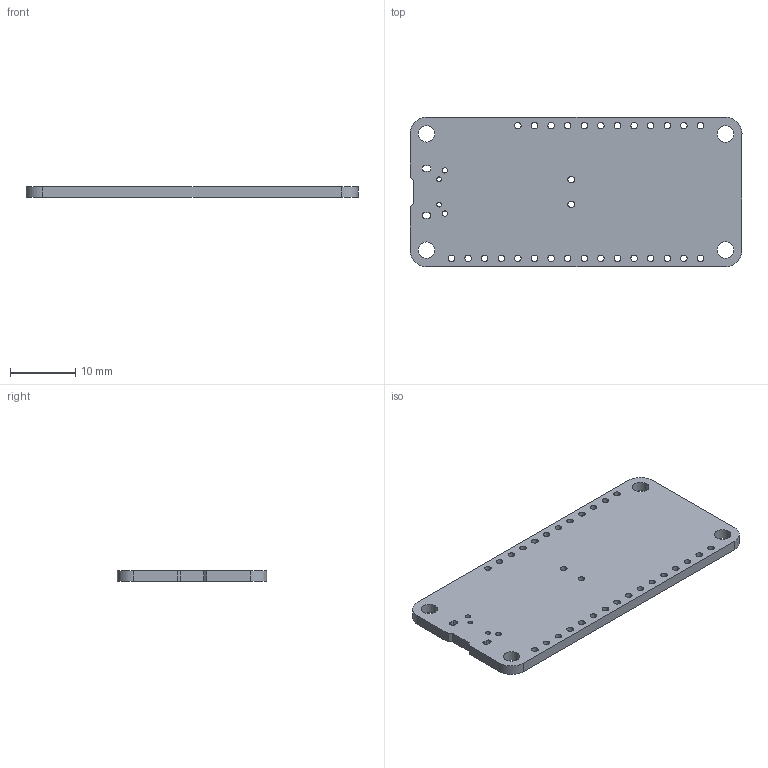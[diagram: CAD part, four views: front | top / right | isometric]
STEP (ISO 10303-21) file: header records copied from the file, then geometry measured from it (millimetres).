
FILE_DESCRIPTION(('KiCad electronic assembly'),'2;1');
FILE_NAME('Adafruit nRF52840 Bluefruit Feather Express Rev D.step', '2022-11-08T10:36:03',('Pcbnew'),('Kicad'), 'Open CASCADE STEP processor 7.6','KiCad to STEP converter','Unknown' );
FILE_SCHEMA(('AUTOMOTIVE_DESIGN { 1 0 10303 214 1 1 1 1 }'));
Length unit declared in the file: millimetre
Products named in the file (2): Adafruit nRF52840 Bluefruit Feather Express Rev D 1; _autosave-Adafruit nRF52840 Bluefruit Feather Express Rev D PCB
Assembly tree (1 placements, depth 2):
  Adafruit nRF52840 Bluefruit Feather Express Rev D 1
    _autosave-Adafruit nRF52840 Bluefruit Feather Express Rev D PCB
Bounding box: 50.8 x 22.86 x 1.6 mm (x, y, z)
Volume: 1770.1 mm3; surface area: 2670.6 mm2
Topology: 1 solids, 1 shells, 70 faces, 204 edges, 136 vertices
Faces by surface type: cylinder 50, plane 20
Full cylindrical faces by diameter (mm): 0.7 x2, 0.8 x2, 1 x30, 2.5 x2, 2.54 x2
Entity records: 5219 total; most frequent: DIRECTION 848, CARTESIAN_POINT 828, ORIENTED_EDGE 408, PCURVE 408, DEFINITIONAL_REPRESENTATION 408, LINE 404, VECTOR 404, EDGE_CURVE 204
